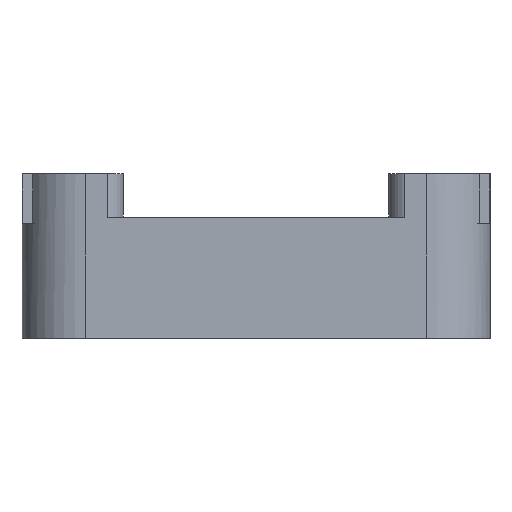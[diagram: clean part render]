
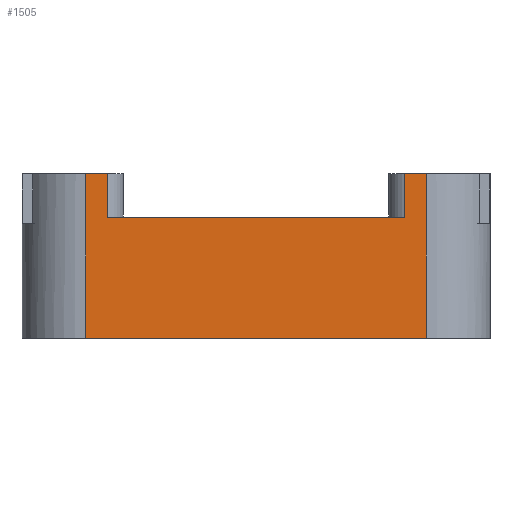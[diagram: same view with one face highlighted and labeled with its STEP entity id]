
A CAD part, front view. The second image highlights one B-rep face of the part: STEP entity #1505.
In plain terms, the highlighted planar face has unit normal (0, -1, 0).
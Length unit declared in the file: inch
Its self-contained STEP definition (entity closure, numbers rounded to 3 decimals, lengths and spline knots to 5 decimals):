
#51=PLANE('',#1642);
#123=FACE_OUTER_BOUND('',#216,.T.);
#216=EDGE_LOOP('',(#1234,#1235,#1236,#1237,#1238,#1239,#1240,#1241));
#310=LINE('',#2248,#484);
#314=LINE('',#2256,#488);
#348=LINE('',#2338,#522);
#357=LINE('',#2366,#531);
#392=LINE('',#2437,#566);
#393=LINE('',#2438,#567);
#394=LINE('',#2440,#568);
#395=LINE('',#2441,#569);
#484=VECTOR('',#1805,39.37008);
#488=VECTOR('',#1811,39.37008);
#522=VECTOR('',#1871,39.37008);
#531=VECTOR('',#1892,39.37008);
#566=VECTOR('',#1959,39.37008);
#567=VECTOR('',#1960,39.37008);
#568=VECTOR('',#1961,39.37008);
#569=VECTOR('',#1962,39.37008);
#713=VERTEX_POINT('',#2245);
#714=VERTEX_POINT('',#2247);
#716=VERTEX_POINT('',#2253);
#717=VERTEX_POINT('',#2255);
#751=VERTEX_POINT('',#2335);
#752=VERTEX_POINT('',#2337);
#765=VERTEX_POINT('',#2364);
#786=VERTEX_POINT('',#2439);
#867=EDGE_CURVE('',#714,#713,#310,.T.);
#871=EDGE_CURVE('',#716,#717,#314,.T.);
#911=EDGE_CURVE('',#752,#751,#348,.T.);
#925=EDGE_CURVE('',#765,#713,#357,.T.);
#966=EDGE_CURVE('',#714,#716,#392,.T.);
#967=EDGE_CURVE('',#765,#752,#393,.T.);
#968=EDGE_CURVE('',#751,#786,#394,.T.);
#969=EDGE_CURVE('',#717,#786,#395,.T.);
#1234=ORIENTED_EDGE('',*,*,#966,.F.);
#1235=ORIENTED_EDGE('',*,*,#867,.T.);
#1236=ORIENTED_EDGE('',*,*,#925,.F.);
#1237=ORIENTED_EDGE('',*,*,#967,.T.);
#1238=ORIENTED_EDGE('',*,*,#911,.T.);
#1239=ORIENTED_EDGE('',*,*,#968,.T.);
#1240=ORIENTED_EDGE('',*,*,#969,.F.);
#1241=ORIENTED_EDGE('',*,*,#871,.F.);
#1505=ADVANCED_FACE('',(#123),#51,.F.);
#1642=AXIS2_PLACEMENT_3D('',#2436,#1957,#1958);
#1805=DIRECTION('',(0.,0.,1.));
#1811=DIRECTION('',(0.,0.,1.));
#1871=DIRECTION('',(1.,0.,0.));
#1892=DIRECTION('',(1.,0.,0.));
#1957=DIRECTION('center_axis',(0.,1.,0.));
#1958=DIRECTION('ref_axis',(0.,0.,1.));
#1959=DIRECTION('',(1.,0.,0.));
#1960=DIRECTION('',(0.,0.,-1.));
#1961=DIRECTION('',(0.,0.,1.));
#1962=DIRECTION('',(1.,0.,0.));
#2245=CARTESIAN_POINT('',(-0.932,-1.6,1.03));
#2247=CARTESIAN_POINT('',(-0.932,-1.6,0.756));
#2248=CARTESIAN_POINT('',(-0.932,-1.6,0.4));
#2253=CARTESIAN_POINT('',(0.932,-1.6,0.756));
#2255=CARTESIAN_POINT('',(0.932,-1.6,1.03));
#2256=CARTESIAN_POINT('',(0.932,-1.6,0.4));
#2335=CARTESIAN_POINT('',(1.065,-1.6,0.));
#2337=CARTESIAN_POINT('',(-1.065,-1.6,0.));
#2338=CARTESIAN_POINT('',(0.,-1.6,0.));
#2364=CARTESIAN_POINT('',(-1.065,-1.6,1.03));
#2366=CARTESIAN_POINT('',(0.,-1.6,1.03));
#2436=CARTESIAN_POINT('Origin',(0.,-1.6,1.03));
#2437=CARTESIAN_POINT('',(0.932,-1.6,0.756));
#2438=CARTESIAN_POINT('',(-1.065,-1.6,1.03));
#2439=CARTESIAN_POINT('',(1.065,-1.6,1.03));
#2440=CARTESIAN_POINT('',(1.065,-1.6,1.03));
#2441=CARTESIAN_POINT('',(0.,-1.6,1.03));
